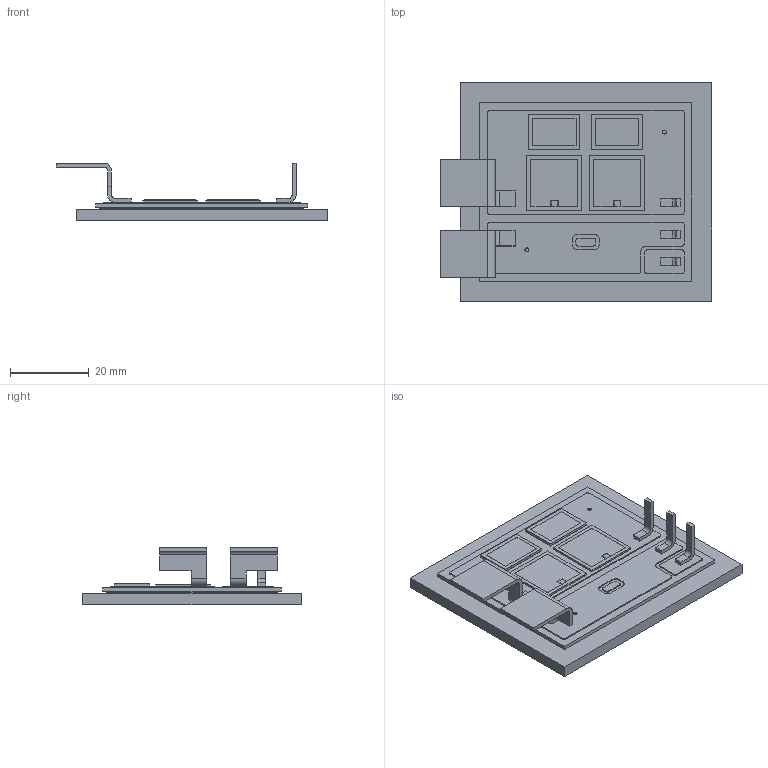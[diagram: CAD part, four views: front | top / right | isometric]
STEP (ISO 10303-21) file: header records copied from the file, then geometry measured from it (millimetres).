
FILE_DESCRIPTION(/* description */ (''),/* implementation_level */ '2;1');
FILE_NAME(/* name */ 'EXAMPL~1',/* time_stamp */ '2020-12-26T08:35:46+01:00',/* author */ (''),/* organization */ (''),/* preprocessor_version */ 'ST-DEVELOPER v16.5',/* originating_system */ '',/* authorisation */ '');
FILE_SCHEMA (('CONFIG_CONTROL_DESIGN'));
Length unit declared in the file: millimetre
Products named in the file (6): Document; Module Assembly; Substrate Assembly; IGBT; diode; Substrate
Assembly tree (7 placements, depth 4):
  Document
    Module Assembly
      Substrate Assembly
        IGBT  x2
        diode  x2
        Substrate
Bounding box: 69 x 55.5 x 14.7 mm (x, y, z)
Volume: 15549 mm3; surface area: 30461.8 mm2
Topology: 25 solids, 25 shells, 246 faces, 588 edges, 392 vertices
Faces by surface type: plane 166, bspline 80
Entity records: 5568 total; most frequent: CARTESIAN_POINT 2051, ORIENTED_EDGE 936, EDGE_CURVE 468, VERTEX_POINT 312, B_SPLINE_CURVE_WITH_KNOTS 236, EDGE_LOOP 206, ADVANCED_FACE 194, FACE_OUTER_BOUND 194
